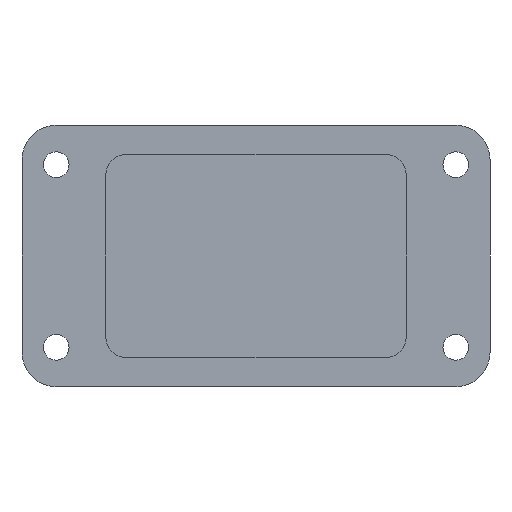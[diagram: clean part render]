
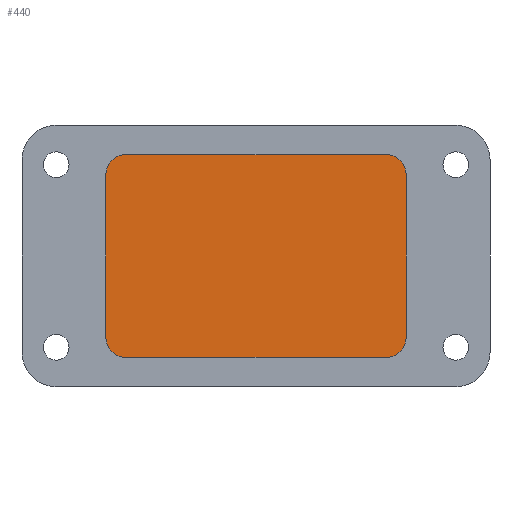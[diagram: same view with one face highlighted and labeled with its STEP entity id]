
A CAD part, left-side view. The second image highlights one B-rep face of the part: STEP entity #440.
In plain terms, the highlighted planar face has unit normal (-1, 0, 0).
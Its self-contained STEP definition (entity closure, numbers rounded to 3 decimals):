
#6=DIRECTION('',(0.,1.,0.));
#7=VECTOR('',#6,69.8);
#8=CARTESIAN_POINT('',(0.,5.,0.));
#9=LINE('',#8,#7);
#10=CARTESIAN_POINT('',(0.,5.,-5.));
#11=DIRECTION('',(-1.,0.,0.));
#12=DIRECTION('',(0.,-1.,0.));
#13=AXIS2_PLACEMENT_3D('',#10,#11,#12);
#15=DIRECTION('',(0.,0.,1.));
#16=VECTOR('',#15,33.5);
#17=CARTESIAN_POINT('',(0.,0.,-38.5));
#18=LINE('',#17,#16);
#19=CARTESIAN_POINT('',(0.,5.,-38.5));
#20=DIRECTION('',(-1.,0.,0.));
#21=DIRECTION('',(0.,0.,-1.));
#22=AXIS2_PLACEMENT_3D('',#19,#20,#21);
#24=DIRECTION('',(0.,-1.,0.));
#25=VECTOR('',#24,69.8);
#26=CARTESIAN_POINT('',(0.,74.8,-43.5));
#27=LINE('',#26,#25);
#28=CARTESIAN_POINT('',(0.,74.8,-38.5));
#29=DIRECTION('',(-1.,0.,0.));
#30=DIRECTION('',(0.,1.,0.));
#31=AXIS2_PLACEMENT_3D('',#28,#29,#30);
#33=DIRECTION('',(0.,0.,-1.));
#34=VECTOR('',#33,33.5);
#35=CARTESIAN_POINT('',(0.,79.8,-5.));
#36=LINE('',#35,#34);
#37=CARTESIAN_POINT('',(0.,74.8,-5.));
#38=DIRECTION('',(-1.,0.,0.));
#39=DIRECTION('',(0.,0.,1.));
#40=AXIS2_PLACEMENT_3D('',#37,#38,#39);
#42=CARTESIAN_POINT('',(0.,74.9,-5.75));
#43=DIRECTION('',(1.,0.,0.));
#44=DIRECTION('',(0.,-1.,0.));
#45=AXIS2_PLACEMENT_3D('',#42,#43,#44);
#47=CARTESIAN_POINT('',(0.,74.9,-5.75));
#48=DIRECTION('',(1.,0.,0.));
#49=DIRECTION('',(0.,0.,1.));
#50=AXIS2_PLACEMENT_3D('',#47,#48,#49);
#52=CARTESIAN_POINT('',(0.,74.9,-5.75));
#53=DIRECTION('',(1.,0.,0.));
#54=DIRECTION('',(0.,0.,-1.));
#55=AXIS2_PLACEMENT_3D('',#52,#53,#54);
#57=CARTESIAN_POINT('',(0.,74.9,-37.75));
#58=DIRECTION('',(1.,0.,0.));
#59=DIRECTION('',(0.,-1.,0.));
#60=AXIS2_PLACEMENT_3D('',#57,#58,#59);
#62=CARTESIAN_POINT('',(0.,74.9,-37.75));
#63=DIRECTION('',(1.,0.,0.));
#64=DIRECTION('',(0.,0.,1.));
#65=AXIS2_PLACEMENT_3D('',#62,#63,#64);
#67=CARTESIAN_POINT('',(0.,74.9,-37.75));
#68=DIRECTION('',(1.,0.,0.));
#69=DIRECTION('',(0.,1.,0.));
#70=AXIS2_PLACEMENT_3D('',#67,#68,#69);
#72=CARTESIAN_POINT('',(0.,74.9,-37.75));
#73=DIRECTION('',(1.,0.,0.));
#74=DIRECTION('',(0.,0.,-1.));
#75=AXIS2_PLACEMENT_3D('',#72,#73,#74);
#77=CARTESIAN_POINT('',(0.,4.9,-5.75));
#78=DIRECTION('',(1.,0.,0.));
#79=DIRECTION('',(0.,1.,0.));
#80=AXIS2_PLACEMENT_3D('',#77,#78,#79);
#82=CARTESIAN_POINT('',(0.,4.9,-5.75));
#83=DIRECTION('',(1.,0.,0.));
#84=DIRECTION('',(0.,0.,-1.));
#85=AXIS2_PLACEMENT_3D('',#82,#83,#84);
#87=CARTESIAN_POINT('',(0.,4.9,-5.75));
#88=DIRECTION('',(1.,0.,0.));
#89=DIRECTION('',(0.,-1.,0.));
#90=AXIS2_PLACEMENT_3D('',#87,#88,#89);
#92=CARTESIAN_POINT('',(0.,4.9,-5.75));
#93=DIRECTION('',(1.,0.,0.));
#94=DIRECTION('',(0.,0.,1.));
#95=AXIS2_PLACEMENT_3D('',#92,#93,#94);
#97=CARTESIAN_POINT('',(0.,4.9,-37.75));
#98=DIRECTION('',(1.,0.,0.));
#99=DIRECTION('',(0.,1.,0.));
#100=AXIS2_PLACEMENT_3D('',#97,#98,#99);
#102=CARTESIAN_POINT('',(0.,4.9,-37.75));
#103=DIRECTION('',(1.,0.,0.));
#104=DIRECTION('',(0.,0.,-1.));
#105=AXIS2_PLACEMENT_3D('',#102,#103,#104);
#107=CARTESIAN_POINT('',(0.,4.9,-37.75));
#108=DIRECTION('',(1.,0.,0.));
#109=DIRECTION('',(0.,0.,1.));
#110=AXIS2_PLACEMENT_3D('',#107,#108,#109);
#278=CARTESIAN_POINT('',(0.,0.,-38.5));
#279=CARTESIAN_POINT('',(0.,0.,-5.));
#280=VERTEX_POINT('',#278);
#281=VERTEX_POINT('',#279);
#286=CARTESIAN_POINT('',(0.,74.8,-43.5));
#287=CARTESIAN_POINT('',(0.,5.,-43.5));
#288=VERTEX_POINT('',#286);
#289=VERTEX_POINT('',#287);
#294=CARTESIAN_POINT('',(0.,79.8,-5.));
#295=CARTESIAN_POINT('',(0.,79.8,-38.5));
#296=VERTEX_POINT('',#294);
#297=VERTEX_POINT('',#295);
#306=CARTESIAN_POINT('',(0.,74.8,0.));
#307=VERTEX_POINT('',#306);
#308=CARTESIAN_POINT('',(0.,5.,0.));
#309=VERTEX_POINT('',#308);
#311=CARTESIAN_POINT('',(0.,4.9,-8.));
#313=VERTEX_POINT('',#311);
#315=CARTESIAN_POINT('',(0.,4.9,-3.5));
#317=VERTEX_POINT('',#315);
#320=CARTESIAN_POINT('',(0.,7.15,-5.75));
#321=VERTEX_POINT('',#320);
#322=CARTESIAN_POINT('',(0.,2.65,-5.75));
#323=VERTEX_POINT('',#322);
#325=CARTESIAN_POINT('',(0.,74.9,-40.));
#327=VERTEX_POINT('',#325);
#329=CARTESIAN_POINT('',(0.,74.9,-35.5));
#331=VERTEX_POINT('',#329);
#332=CARTESIAN_POINT('',(0.,77.15,-37.75));
#333=VERTEX_POINT('',#332);
#336=CARTESIAN_POINT('',(0.,72.65,-37.75));
#337=VERTEX_POINT('',#336);
#339=CARTESIAN_POINT('',(0.,74.9,-8.));
#341=VERTEX_POINT('',#339);
#343=CARTESIAN_POINT('',(0.,74.9,-3.5));
#345=VERTEX_POINT('',#343);
#350=CARTESIAN_POINT('',(0.,72.65,-5.75));
#351=VERTEX_POINT('',#350);
#353=CARTESIAN_POINT('',(0.,4.9,-40.));
#355=VERTEX_POINT('',#353);
#357=CARTESIAN_POINT('',(0.,4.9,-35.5));
#359=VERTEX_POINT('',#357);
#362=CARTESIAN_POINT('',(0.,7.15,-37.75));
#363=VERTEX_POINT('',#362);
#382=CARTESIAN_POINT('',(0.,74.9,-5.75));
#383=DIRECTION('',(-1.,0.,0.));
#384=DIRECTION('',(0.,0.,1.));
#385=AXIS2_PLACEMENT_3D('',#382,#383,#384);
#386=PLANE('',#385);
#388=ORIENTED_EDGE('',*,*,#387,.F.);
#390=ORIENTED_EDGE('',*,*,#389,.F.);
#391=ORIENTED_EDGE('',*,*,#371,.F.);
#393=ORIENTED_EDGE('',*,*,#392,.F.);
#395=ORIENTED_EDGE('',*,*,#394,.F.);
#397=ORIENTED_EDGE('',*,*,#396,.F.);
#399=ORIENTED_EDGE('',*,*,#398,.F.);
#401=ORIENTED_EDGE('',*,*,#400,.F.);
#402=EDGE_LOOP('',(#388,#390,#391,#393,#395,#397,#399,#401));
#403=FACE_OUTER_BOUND('',#402,.F.);
#405=ORIENTED_EDGE('',*,*,#404,.F.);
#407=ORIENTED_EDGE('',*,*,#406,.F.);
#409=ORIENTED_EDGE('',*,*,#408,.F.);
#410=EDGE_LOOP('',(#405,#407,#409));
#411=FACE_BOUND('',#410,.F.);
#413=ORIENTED_EDGE('',*,*,#412,.F.);
#415=ORIENTED_EDGE('',*,*,#414,.F.);
#417=ORIENTED_EDGE('',*,*,#416,.F.);
#419=ORIENTED_EDGE('',*,*,#418,.F.);
#420=EDGE_LOOP('',(#413,#415,#417,#419));
#421=FACE_BOUND('',#420,.F.);
#423=ORIENTED_EDGE('',*,*,#422,.F.);
#425=ORIENTED_EDGE('',*,*,#424,.F.);
#427=ORIENTED_EDGE('',*,*,#426,.F.);
#429=ORIENTED_EDGE('',*,*,#428,.F.);
#430=EDGE_LOOP('',(#423,#425,#427,#429));
#431=FACE_BOUND('',#430,.F.);
#433=ORIENTED_EDGE('',*,*,#432,.F.);
#435=ORIENTED_EDGE('',*,*,#434,.F.);
#437=ORIENTED_EDGE('',*,*,#436,.F.);
#438=EDGE_LOOP('',(#433,#435,#437));
#439=FACE_BOUND('',#438,.F.);
#440=ADVANCED_FACE('',(#403,#411,#421,#431,#439),#386,.T.);
#14=CIRCLE('',#13,5.);
#23=CIRCLE('',#22,5.);
#32=CIRCLE('',#31,5.);
#41=CIRCLE('',#40,5.);
#46=CIRCLE('',#45,2.25);
#51=CIRCLE('',#50,2.25);
#56=CIRCLE('',#55,2.25);
#61=CIRCLE('',#60,2.25);
#66=CIRCLE('',#65,2.25);
#71=CIRCLE('',#70,2.25);
#76=CIRCLE('',#75,2.25);
#81=CIRCLE('',#80,2.25);
#86=CIRCLE('',#85,2.25);
#91=CIRCLE('',#90,2.25);
#96=CIRCLE('',#95,2.25);
#101=CIRCLE('',#100,2.25);
#106=CIRCLE('',#105,2.25);
#111=CIRCLE('',#110,2.25);
#371=EDGE_CURVE('',#280,#281,#18,.T.);
#387=EDGE_CURVE('',#309,#307,#9,.T.);
#389=EDGE_CURVE('',#281,#309,#14,.T.);
#392=EDGE_CURVE('',#289,#280,#23,.T.);
#394=EDGE_CURVE('',#288,#289,#27,.T.);
#396=EDGE_CURVE('',#297,#288,#32,.T.);
#398=EDGE_CURVE('',#296,#297,#36,.T.);
#400=EDGE_CURVE('',#307,#296,#41,.T.);
#404=EDGE_CURVE('',#351,#341,#46,.T.);
#406=EDGE_CURVE('',#345,#351,#51,.T.);
#408=EDGE_CURVE('',#341,#345,#56,.T.);
#412=EDGE_CURVE('',#337,#327,#61,.T.);
#414=EDGE_CURVE('',#331,#337,#66,.T.);
#416=EDGE_CURVE('',#333,#331,#71,.T.);
#418=EDGE_CURVE('',#327,#333,#76,.T.);
#422=EDGE_CURVE('',#321,#317,#81,.T.);
#424=EDGE_CURVE('',#313,#321,#86,.T.);
#426=EDGE_CURVE('',#323,#313,#91,.T.);
#428=EDGE_CURVE('',#317,#323,#96,.T.);
#432=EDGE_CURVE('',#363,#359,#101,.T.);
#434=EDGE_CURVE('',#355,#363,#106,.T.);
#436=EDGE_CURVE('',#359,#355,#111,.T.);
